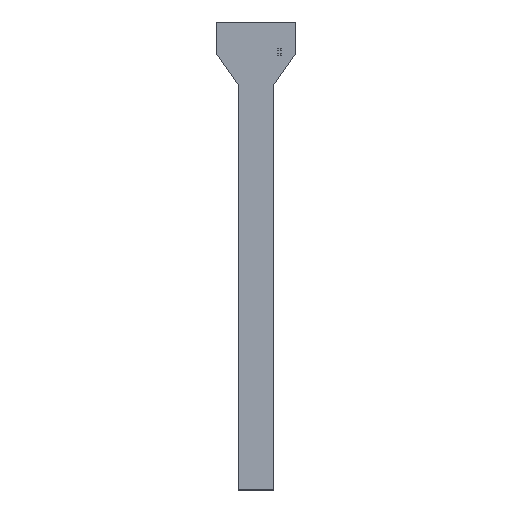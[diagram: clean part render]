
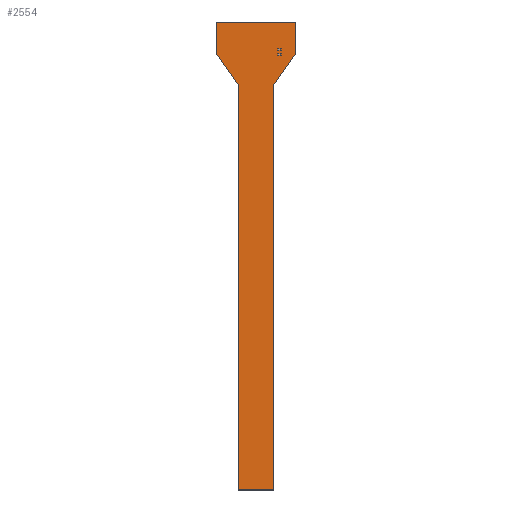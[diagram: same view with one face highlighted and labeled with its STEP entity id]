
A CAD part, top view. The second image highlights one B-rep face of the part: STEP entity #2554.
In plain terms, the highlighted planar face has unit normal (0, 0, 1).
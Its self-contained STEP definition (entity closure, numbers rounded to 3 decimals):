
#1932 = VERTEX_POINT('',#1933);
#1933 = CARTESIAN_POINT('',(-12.75,75.,0.2));
#1940 = PLANE('',#1941);
#1941 = AXIS2_PLACEMENT_3D('',#1942,#1943,#1944);
#1942 = CARTESIAN_POINT('',(-12.75,75.,0.));
#1943 = DIRECTION('',(1.,0.,-0.));
#1944 = DIRECTION('',(0.,-1.,0.));
#1952 = PLANE('',#1953);
#1953 = AXIS2_PLACEMENT_3D('',#1954,#1955,#1956);
#1954 = CARTESIAN_POINT('',(12.75,75.,0.));
#1955 = DIRECTION('',(0.,-1.,0.));
#1956 = DIRECTION('',(-1.,0.,0.));
#1964 = EDGE_CURVE('',#1932,#1965,#1967,.T.);
#1965 = VERTEX_POINT('',#1966);
#1966 = CARTESIAN_POINT('',(-12.75,65.,0.2));
#1967 = SURFACE_CURVE('',#1968,(#1972,#1979),.PCURVE_S1.);
#1968 = LINE('',#1969,#1970);
#1969 = CARTESIAN_POINT('',(-12.75,75.,0.2));
#1970 = VECTOR('',#1971,1.);
#1971 = DIRECTION('',(0.,-1.,0.));
#1972 = PCURVE('',#1940,#1973);
#1973 = DEFINITIONAL_REPRESENTATION('',(#1974),#1978);
#1974 = LINE('',#1975,#1976);
#1975 = CARTESIAN_POINT('',(0.,-0.2));
#1976 = VECTOR('',#1977,1.);
#1977 = DIRECTION('',(1.,0.));
#1978 = ( GEOMETRIC_REPRESENTATION_CONTEXT(2) 
PARAMETRIC_REPRESENTATION_CONTEXT() REPRESENTATION_CONTEXT('2D SPACE',''
  ) );
#1979 = PCURVE('',#1980,#1985);
#1980 = PLANE('',#1981);
#1981 = AXIS2_PLACEMENT_3D('',#1982,#1983,#1984);
#1982 = CARTESIAN_POINT('',(0.,3.851,0.2));
#1983 = DIRECTION('',(0.,0.,1.));
#1984 = DIRECTION('',(1.,0.,-0.));
#1985 = DEFINITIONAL_REPRESENTATION('',(#1986),#1990);
#1986 = LINE('',#1987,#1988);
#1987 = CARTESIAN_POINT('',(-12.75,71.149));
#1988 = VECTOR('',#1989,1.);
#1989 = DIRECTION('',(0.,-1.));
#1990 = ( GEOMETRIC_REPRESENTATION_CONTEXT(2) 
PARAMETRIC_REPRESENTATION_CONTEXT() REPRESENTATION_CONTEXT('2D SPACE',''
  ) );
#2008 = PLANE('',#2009);
#2009 = AXIS2_PLACEMENT_3D('',#2010,#2011,#2012);
#2010 = CARTESIAN_POINT('',(-12.75,65.,0.));
#2011 = DIRECTION('',(0.819,0.573,-0.));
#2012 = DIRECTION('',(0.573,-0.819,0.));
#2050 = EDGE_CURVE('',#1965,#2051,#2053,.T.);
#2051 = VERTEX_POINT('',#2052);
#2052 = CARTESIAN_POINT('',(-5.75,55.,0.2));
#2053 = SURFACE_CURVE('',#2054,(#2058,#2065),.PCURVE_S1.);
#2054 = LINE('',#2055,#2056);
#2055 = CARTESIAN_POINT('',(-12.75,65.,0.2));
#2056 = VECTOR('',#2057,1.);
#2057 = DIRECTION('',(0.573,-0.819,0.));
#2058 = PCURVE('',#2008,#2059);
#2059 = DEFINITIONAL_REPRESENTATION('',(#2060),#2064);
#2060 = LINE('',#2061,#2062);
#2061 = CARTESIAN_POINT('',(0.,-0.2));
#2062 = VECTOR('',#2063,1.);
#2063 = DIRECTION('',(1.,0.));
#2064 = ( GEOMETRIC_REPRESENTATION_CONTEXT(2) 
PARAMETRIC_REPRESENTATION_CONTEXT() REPRESENTATION_CONTEXT('2D SPACE',''
  ) );
#2065 = PCURVE('',#1980,#2066);
#2066 = DEFINITIONAL_REPRESENTATION('',(#2067),#2071);
#2067 = LINE('',#2068,#2069);
#2068 = CARTESIAN_POINT('',(-12.75,61.149));
#2069 = VECTOR('',#2070,1.);
#2070 = DIRECTION('',(0.573,-0.819));
#2071 = ( GEOMETRIC_REPRESENTATION_CONTEXT(2) 
PARAMETRIC_REPRESENTATION_CONTEXT() REPRESENTATION_CONTEXT('2D SPACE',''
  ) );
#2089 = PLANE('',#2090);
#2090 = AXIS2_PLACEMENT_3D('',#2091,#2092,#2093);
#2091 = CARTESIAN_POINT('',(-5.75,55.,0.));
#2092 = DIRECTION('',(1.,0.,-0.));
#2093 = DIRECTION('',(0.,-1.,0.));
#2126 = EDGE_CURVE('',#2051,#2127,#2129,.T.);
#2127 = VERTEX_POINT('',#2128);
#2128 = CARTESIAN_POINT('',(-5.75,-75.,0.2));
#2129 = SURFACE_CURVE('',#2130,(#2134,#2141),.PCURVE_S1.);
#2130 = LINE('',#2131,#2132);
#2131 = CARTESIAN_POINT('',(-5.75,55.,0.2));
#2132 = VECTOR('',#2133,1.);
#2133 = DIRECTION('',(0.,-1.,0.));
#2134 = PCURVE('',#2089,#2135);
#2135 = DEFINITIONAL_REPRESENTATION('',(#2136),#2140);
#2136 = LINE('',#2137,#2138);
#2137 = CARTESIAN_POINT('',(0.,-0.2));
#2138 = VECTOR('',#2139,1.);
#2139 = DIRECTION('',(1.,0.));
#2140 = ( GEOMETRIC_REPRESENTATION_CONTEXT(2) 
PARAMETRIC_REPRESENTATION_CONTEXT() REPRESENTATION_CONTEXT('2D SPACE',''
  ) );
#2141 = PCURVE('',#1980,#2142);
#2142 = DEFINITIONAL_REPRESENTATION('',(#2143),#2147);
#2143 = LINE('',#2144,#2145);
#2144 = CARTESIAN_POINT('',(-5.75,51.149));
#2145 = VECTOR('',#2146,1.);
#2146 = DIRECTION('',(0.,-1.));
#2147 = ( GEOMETRIC_REPRESENTATION_CONTEXT(2) 
PARAMETRIC_REPRESENTATION_CONTEXT() REPRESENTATION_CONTEXT('2D SPACE',''
  ) );
#2165 = PLANE('',#2166);
#2166 = AXIS2_PLACEMENT_3D('',#2167,#2168,#2169);
#2167 = CARTESIAN_POINT('',(-5.75,-75.,0.));
#2168 = DIRECTION('',(0.,1.,0.));
#2169 = DIRECTION('',(1.,0.,0.));
#2202 = EDGE_CURVE('',#2127,#2203,#2205,.T.);
#2203 = VERTEX_POINT('',#2204);
#2204 = CARTESIAN_POINT('',(5.75,-75.,0.2));
#2205 = SURFACE_CURVE('',#2206,(#2210,#2217),.PCURVE_S1.);
#2206 = LINE('',#2207,#2208);
#2207 = CARTESIAN_POINT('',(-5.75,-75.,0.2));
#2208 = VECTOR('',#2209,1.);
#2209 = DIRECTION('',(1.,0.,0.));
#2210 = PCURVE('',#2165,#2211);
#2211 = DEFINITIONAL_REPRESENTATION('',(#2212),#2216);
#2212 = LINE('',#2213,#2214);
#2213 = CARTESIAN_POINT('',(0.,-0.2));
#2214 = VECTOR('',#2215,1.);
#2215 = DIRECTION('',(1.,0.));
#2216 = ( GEOMETRIC_REPRESENTATION_CONTEXT(2) 
PARAMETRIC_REPRESENTATION_CONTEXT() REPRESENTATION_CONTEXT('2D SPACE',''
  ) );
#2217 = PCURVE('',#1980,#2218);
#2218 = DEFINITIONAL_REPRESENTATION('',(#2219),#2223);
#2219 = LINE('',#2220,#2221);
#2220 = CARTESIAN_POINT('',(-5.75,-78.851));
#2221 = VECTOR('',#2222,1.);
#2222 = DIRECTION('',(1.,0.));
#2223 = ( GEOMETRIC_REPRESENTATION_CONTEXT(2) 
PARAMETRIC_REPRESENTATION_CONTEXT() REPRESENTATION_CONTEXT('2D SPACE',''
  ) );
#2241 = PLANE('',#2242);
#2242 = AXIS2_PLACEMENT_3D('',#2243,#2244,#2245);
#2243 = CARTESIAN_POINT('',(5.75,-75.,0.));
#2244 = DIRECTION('',(-1.,0.,0.));
#2245 = DIRECTION('',(0.,1.,0.));
#2278 = EDGE_CURVE('',#2203,#2279,#2281,.T.);
#2279 = VERTEX_POINT('',#2280);
#2280 = CARTESIAN_POINT('',(5.75,55.,0.2));
#2281 = SURFACE_CURVE('',#2282,(#2286,#2293),.PCURVE_S1.);
#2282 = LINE('',#2283,#2284);
#2283 = CARTESIAN_POINT('',(5.75,-75.,0.2));
#2284 = VECTOR('',#2285,1.);
#2285 = DIRECTION('',(0.,1.,0.));
#2286 = PCURVE('',#2241,#2287);
#2287 = DEFINITIONAL_REPRESENTATION('',(#2288),#2292);
#2288 = LINE('',#2289,#2290);
#2289 = CARTESIAN_POINT('',(0.,-0.2));
#2290 = VECTOR('',#2291,1.);
#2291 = DIRECTION('',(1.,0.));
#2292 = ( GEOMETRIC_REPRESENTATION_CONTEXT(2) 
PARAMETRIC_REPRESENTATION_CONTEXT() REPRESENTATION_CONTEXT('2D SPACE',''
  ) );
#2293 = PCURVE('',#1980,#2294);
#2294 = DEFINITIONAL_REPRESENTATION('',(#2295),#2299);
#2295 = LINE('',#2296,#2297);
#2296 = CARTESIAN_POINT('',(5.75,-78.851));
#2297 = VECTOR('',#2298,1.);
#2298 = DIRECTION('',(0.,1.));
#2299 = ( GEOMETRIC_REPRESENTATION_CONTEXT(2) 
PARAMETRIC_REPRESENTATION_CONTEXT() REPRESENTATION_CONTEXT('2D SPACE',''
  ) );
#2317 = PLANE('',#2318);
#2318 = AXIS2_PLACEMENT_3D('',#2319,#2320,#2321);
#2319 = CARTESIAN_POINT('',(5.75,55.,0.));
#2320 = DIRECTION('',(-0.819,0.573,0.));
#2321 = DIRECTION('',(0.573,0.819,0.));
#2354 = EDGE_CURVE('',#2279,#2355,#2357,.T.);
#2355 = VERTEX_POINT('',#2356);
#2356 = CARTESIAN_POINT('',(12.75,65.,0.2));
#2357 = SURFACE_CURVE('',#2358,(#2362,#2369),.PCURVE_S1.);
#2358 = LINE('',#2359,#2360);
#2359 = CARTESIAN_POINT('',(5.75,55.,0.2));
#2360 = VECTOR('',#2361,1.);
#2361 = DIRECTION('',(0.573,0.819,0.));
#2362 = PCURVE('',#2317,#2363);
#2363 = DEFINITIONAL_REPRESENTATION('',(#2364),#2368);
#2364 = LINE('',#2365,#2366);
#2365 = CARTESIAN_POINT('',(0.,-0.2));
#2366 = VECTOR('',#2367,1.);
#2367 = DIRECTION('',(1.,0.));
#2368 = ( GEOMETRIC_REPRESENTATION_CONTEXT(2) 
PARAMETRIC_REPRESENTATION_CONTEXT() REPRESENTATION_CONTEXT('2D SPACE',''
  ) );
#2369 = PCURVE('',#1980,#2370);
#2370 = DEFINITIONAL_REPRESENTATION('',(#2371),#2375);
#2371 = LINE('',#2372,#2373);
#2372 = CARTESIAN_POINT('',(5.75,51.149));
#2373 = VECTOR('',#2374,1.);
#2374 = DIRECTION('',(0.573,0.819));
#2375 = ( GEOMETRIC_REPRESENTATION_CONTEXT(2) 
PARAMETRIC_REPRESENTATION_CONTEXT() REPRESENTATION_CONTEXT('2D SPACE',''
  ) );
#2393 = PLANE('',#2394);
#2394 = AXIS2_PLACEMENT_3D('',#2395,#2396,#2397);
#2395 = CARTESIAN_POINT('',(12.75,65.,0.));
#2396 = DIRECTION('',(-1.,0.,0.));
#2397 = DIRECTION('',(0.,1.,0.));
#2430 = EDGE_CURVE('',#2355,#2431,#2433,.T.);
#2431 = VERTEX_POINT('',#2432);
#2432 = CARTESIAN_POINT('',(12.75,75.,0.2));
#2433 = SURFACE_CURVE('',#2434,(#2438,#2445),.PCURVE_S1.);
#2434 = LINE('',#2435,#2436);
#2435 = CARTESIAN_POINT('',(12.75,65.,0.2));
#2436 = VECTOR('',#2437,1.);
#2437 = DIRECTION('',(0.,1.,0.));
#2438 = PCURVE('',#2393,#2439);
#2439 = DEFINITIONAL_REPRESENTATION('',(#2440),#2444);
#2440 = LINE('',#2441,#2442);
#2441 = CARTESIAN_POINT('',(0.,-0.2));
#2442 = VECTOR('',#2443,1.);
#2443 = DIRECTION('',(1.,0.));
#2444 = ( GEOMETRIC_REPRESENTATION_CONTEXT(2) 
PARAMETRIC_REPRESENTATION_CONTEXT() REPRESENTATION_CONTEXT('2D SPACE',''
  ) );
#2445 = PCURVE('',#1980,#2446);
#2446 = DEFINITIONAL_REPRESENTATION('',(#2447),#2451);
#2447 = LINE('',#2448,#2449);
#2448 = CARTESIAN_POINT('',(12.75,61.149));
#2449 = VECTOR('',#2450,1.);
#2450 = DIRECTION('',(0.,1.));
#2451 = ( GEOMETRIC_REPRESENTATION_CONTEXT(2) 
PARAMETRIC_REPRESENTATION_CONTEXT() REPRESENTATION_CONTEXT('2D SPACE',''
  ) );
#2501 = EDGE_CURVE('',#2431,#1932,#2502,.T.);
#2502 = SURFACE_CURVE('',#2503,(#2507,#2514),.PCURVE_S1.);
#2503 = LINE('',#2504,#2505);
#2504 = CARTESIAN_POINT('',(12.75,75.,0.2));
#2505 = VECTOR('',#2506,1.);
#2506 = DIRECTION('',(-1.,0.,0.));
#2507 = PCURVE('',#1952,#2508);
#2508 = DEFINITIONAL_REPRESENTATION('',(#2509),#2513);
#2509 = LINE('',#2510,#2511);
#2510 = CARTESIAN_POINT('',(0.,-0.2));
#2511 = VECTOR('',#2512,1.);
#2512 = DIRECTION('',(1.,0.));
#2513 = ( GEOMETRIC_REPRESENTATION_CONTEXT(2) 
PARAMETRIC_REPRESENTATION_CONTEXT() REPRESENTATION_CONTEXT('2D SPACE',''
  ) );
#2514 = PCURVE('',#1980,#2515);
#2515 = DEFINITIONAL_REPRESENTATION('',(#2516),#2520);
#2516 = LINE('',#2517,#2518);
#2517 = CARTESIAN_POINT('',(12.75,71.149));
#2518 = VECTOR('',#2519,1.);
#2519 = DIRECTION('',(-1.,0.));
#2520 = ( GEOMETRIC_REPRESENTATION_CONTEXT(2) 
PARAMETRIC_REPRESENTATION_CONTEXT() REPRESENTATION_CONTEXT('2D SPACE',''
  ) );
#2554 = ADVANCED_FACE('',(#2555),#1980,.T.);
#2555 = FACE_BOUND('',#2556,.T.);
#2556 = EDGE_LOOP('',(#2557,#2558,#2559,#2560,#2561,#2562,#2563,#2564));
#2557 = ORIENTED_EDGE('',*,*,#1964,.T.);
#2558 = ORIENTED_EDGE('',*,*,#2050,.T.);
#2559 = ORIENTED_EDGE('',*,*,#2126,.T.);
#2560 = ORIENTED_EDGE('',*,*,#2202,.T.);
#2561 = ORIENTED_EDGE('',*,*,#2278,.T.);
#2562 = ORIENTED_EDGE('',*,*,#2354,.T.);
#2563 = ORIENTED_EDGE('',*,*,#2430,.T.);
#2564 = ORIENTED_EDGE('',*,*,#2501,.T.);
